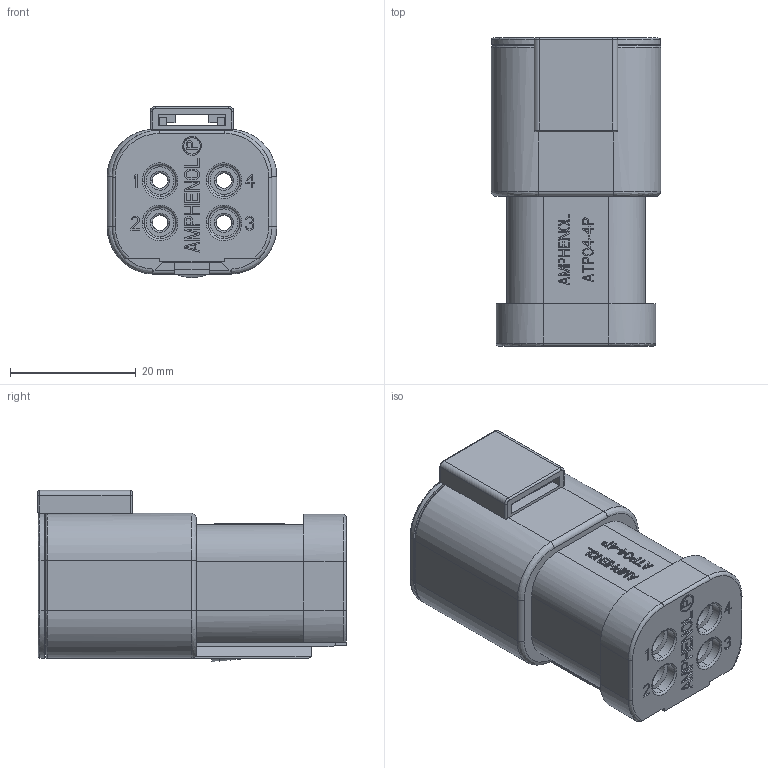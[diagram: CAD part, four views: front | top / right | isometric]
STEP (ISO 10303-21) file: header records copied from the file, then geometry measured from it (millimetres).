
FILE_DESCRIPTION (( 'STEP AP214' ), '1' );
FILE_NAME ('ATP04-4P-EC01.STEP', '2019-02-26T13:44:11', ( '' ), ( '' ), 'SwSTEP 2.0', 'SolidWorks 2018', '' );
FILE_SCHEMA (( 'AUTOMOTIVE_DESIGN' ));
Length unit declared in the file: inch
Products named in the file (1): ATP04-4P-EC01
Bounding box: 26.95 x 49.05 x 27.2 mm (x, y, z)
Volume: 17433.9 mm3; surface area: 10292 mm2
Topology: 1 solids, 8 shells, 1274 faces, 3502 edges, 2274 vertices
Faces by surface type: plane 1005, cylinder 150, bspline 100, cone 17, torus 2
Entity records: 45617 total; most frequent: CARTESIAN_POINT 15368, ORIENTED_EDGE 6920, DIRECTION 5162, EDGE_CURVE 3460, LINE 2362, VECTOR 2362, VERTEX_POINT 2274, AXIS2_PLACEMENT_3D 1400
